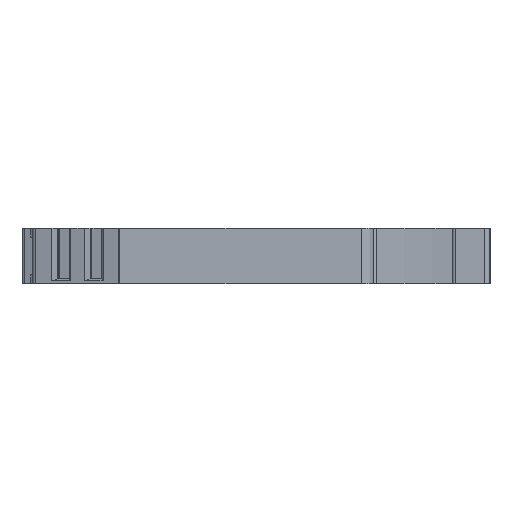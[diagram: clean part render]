
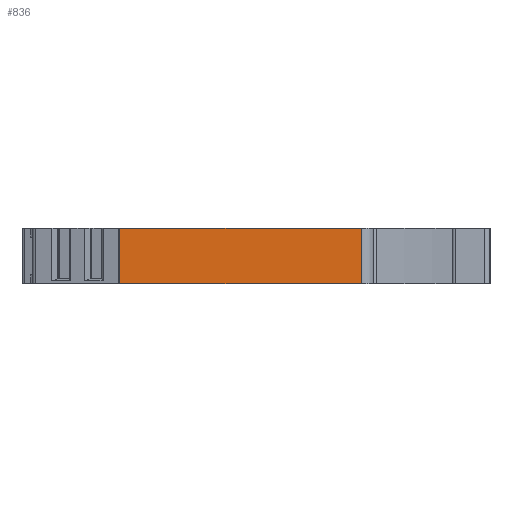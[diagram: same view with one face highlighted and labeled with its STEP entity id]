
A CAD part, left-side view. The second image highlights one B-rep face of the part: STEP entity #836.
In plain terms, the highlighted planar face has unit normal (-1, 0, 0).
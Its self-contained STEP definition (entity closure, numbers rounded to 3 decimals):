
#836=ADVANCED_FACE('',(#1402),#1078,.T.);
#1078=PLANE('',#7806);
#1402=FACE_OUTER_BOUND('',#1794,.T.);
#1794=EDGE_LOOP('',(#3637,#3638,#3639,#3640));
#3637=ORIENTED_EDGE('',*,*,#5103,.T.);
#3638=ORIENTED_EDGE('',*,*,#5784,.T.);
#3639=ORIENTED_EDGE('',*,*,#5197,.F.);
#3640=ORIENTED_EDGE('',*,*,#5785,.T.);
#4365=VERTEX_POINT('',#10423);
#4366=VERTEX_POINT('',#10425);
#4458=VERTEX_POINT('',#10611);
#4459=VERTEX_POINT('',#10613);
#5103=EDGE_CURVE('',#4366,#4365,#6093,.T.);
#5197=EDGE_CURVE('',#4458,#4459,#6140,.T.);
#5784=EDGE_CURVE('',#4365,#4459,#6489,.T.);
#5785=EDGE_CURVE('',#4458,#4366,#6490,.T.);
#6093=LINE('',#10424,#6778);
#6140=LINE('',#10612,#6825);
#6489=LINE('',#16023,#7174);
#6490=LINE('',#16024,#7175);
#6778=VECTOR('',#8274,1.);
#6825=VECTOR('',#8417,1.);
#7174=VECTOR('',#9392,1.);
#7175=VECTOR('',#9393,1.);
#7806=AXIS2_PLACEMENT_3D('',#16025,#9394,#9395);
#8274=DIRECTION('',(0.,-1.,0.));
#8417=DIRECTION('',(0.,-1.,0.));
#9392=DIRECTION('',(0.,0.,1.));
#9393=DIRECTION('',(0.,0.,-1.));
#9394=DIRECTION('',(-1.,0.,0.));
#9395=DIRECTION('',(0.,0.,1.));
#10423=CARTESIAN_POINT('',(-39.5,-29.,0.));
#10424=CARTESIAN_POINT('',(-39.5,-6.639,0.));
#10425=CARTESIAN_POINT('',(-39.5,-6.639,0.));
#10611=CARTESIAN_POINT('',(-39.5,-6.639,5.1));
#10612=CARTESIAN_POINT('',(-39.5,-6.639,5.1));
#10613=CARTESIAN_POINT('',(-39.5,-29.,5.1));
#16023=CARTESIAN_POINT('',(-39.5,-29.,0.));
#16024=CARTESIAN_POINT('',(-39.5,-6.639,5.1));
#16025=CARTESIAN_POINT('',(-39.5,1.4,0.));
